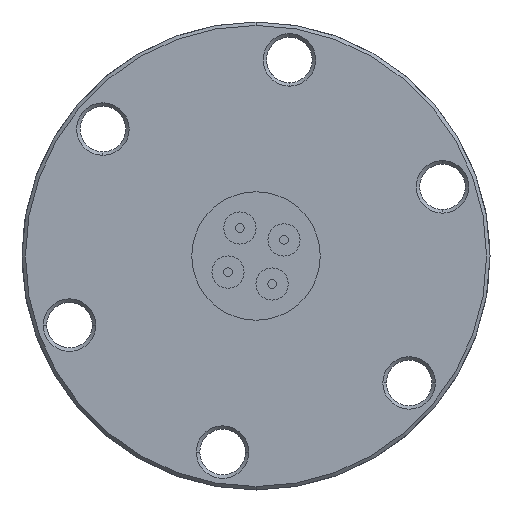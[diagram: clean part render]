
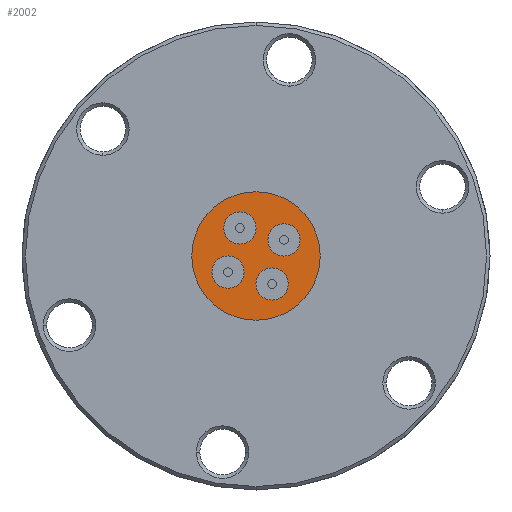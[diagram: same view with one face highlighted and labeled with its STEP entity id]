
A CAD part, front view. The second image highlights one B-rep face of the part: STEP entity #2002.
In plain terms, the highlighted planar face has unit normal (0, -1, 0).
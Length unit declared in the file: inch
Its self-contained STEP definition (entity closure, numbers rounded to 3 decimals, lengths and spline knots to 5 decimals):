
#29 = AXIS2_PLACEMENT_3D ( 'NONE', #105, #3174, #556 ) ;
#59 = AXIS2_PLACEMENT_3D ( 'NONE', #3282, #659, #3720 ) ;
#78 = DIRECTION ( 'NONE',  ( 0., 1., 0. ) ) ;
#105 = CARTESIAN_POINT ( 'NONE',  ( -0.16257, -0.326, -0.09343 ) ) ;
#268 = EDGE_CURVE ( 'NONE', #4460, #1837, #656, .T. ) ;
#300 = FACE_BOUND ( 'NONE', #2071, .T. ) ;
#337 = CARTESIAN_POINT ( 'NONE',  ( -0.16257, -0.326, -0.09343 ) ) ;
#365 = CIRCLE ( 'NONE', #29, 0.0935 ) ;
#378 = EDGE_CURVE ( 'NONE', #1669, #2236, #4754, .T. ) ;
#417 = AXIS2_PLACEMENT_3D ( 'NONE', #4841, #2231, #5274 ) ;
#419 = VERTEX_POINT ( 'NONE', #2505 ) ;
#439 = CARTESIAN_POINT ( 'NONE',  ( 0., -0.326, 0. ) ) ;
#502 = CARTESIAN_POINT ( 'NONE',  ( 0., -0.326, 0. ) ) ;
#550 = ORIENTED_EDGE ( 'NONE', *, *, #4507, .F. ) ;
#556 = DIRECTION ( 'NONE',  ( 0., 0., -1. ) ) ;
#562 = EDGE_LOOP ( 'NONE', ( #5194, #4894 ) ) ;
#597 = CIRCLE ( 'NONE', #59, 0.0935 ) ;
#655 = AXIS2_PLACEMENT_3D ( 'NONE', #2480, #5526, #2923 ) ;
#656 = CIRCLE ( 'NONE', #4277, 0.3735 ) ;
#659 = DIRECTION ( 'NONE',  ( 0., 1., 0. ) ) ;
#780 = DIRECTION ( 'NONE',  ( 0., 0., -1. ) ) ;
#787 = EDGE_CURVE ( 'NONE', #1844, #419, #5296, .T. ) ;
#881 = DIRECTION ( 'NONE',  ( 1., 0., 0. ) ) ;
#882 = AXIS2_PLACEMENT_3D ( 'NONE', #4474, #1862, #4911 ) ;
#950 = DIRECTION ( 'NONE',  ( 1., 0., 0. ) ) ;
#1017 = EDGE_LOOP ( 'NONE', ( #4634, #3950 ) ) ;
#1117 = ORIENTED_EDGE ( 'NONE', *, *, #268, .F. ) ;
#1220 = ORIENTED_EDGE ( 'NONE', *, *, #378, .T. ) ;
#1339 = FACE_OUTER_BOUND ( 'NONE', #2159, .T. ) ;
#1345 = CIRCLE ( 'NONE', #1869, 0.0935 ) ;
#1348 = EDGE_CURVE ( 'NONE', #5342, #1779, #4339, .T. ) ;
#1374 = AXIS2_PLACEMENT_3D ( 'NONE', #4336, #5639, #3050 ) ;
#1419 = AXIS2_PLACEMENT_3D ( 'NONE', #439, #3501, #881 ) ;
#1421 = CIRCLE ( 'NONE', #1419, 0.3735 ) ;
#1449 = VERTEX_POINT ( 'NONE', #4908 ) ;
#1514 = EDGE_CURVE ( 'NONE', #1449, #1628, #3533, .T. ) ;
#1550 = EDGE_CURVE ( 'NONE', #1628, #1449, #1345, .T. ) ;
#1628 = VERTEX_POINT ( 'NONE', #4490 ) ;
#1669 = VERTEX_POINT ( 'NONE', #4962 ) ;
#1779 = VERTEX_POINT ( 'NONE', #4161 ) ;
#1801 = CARTESIAN_POINT ( 'NONE',  ( -0.09343, -0.326, 0.16257 ) ) ;
#1837 = VERTEX_POINT ( 'NONE', #5496 ) ;
#1844 = VERTEX_POINT ( 'NONE', #2895 ) ;
#1862 = DIRECTION ( 'NONE',  ( 0., 1., 0. ) ) ;
#1869 = AXIS2_PLACEMENT_3D ( 'NONE', #2712, #78, #3150 ) ;
#1928 = ORIENTED_EDGE ( 'NONE', *, *, #4211, .T. ) ;
#1980 = AXIS2_PLACEMENT_3D ( 'NONE', #1801, #4857, #2247 ) ;
#2002 = ADVANCED_FACE ( 'NONE', ( #5077, #2490, #1339, #300, #2348 ), #5621, .T. ) ;
#2071 = EDGE_LOOP ( 'NONE', ( #5518, #2834 ) ) ;
#2159 = EDGE_LOOP ( 'NONE', ( #1117, #550 ) ) ;
#2231 = DIRECTION ( 'NONE',  ( 0., 1., 0. ) ) ;
#2236 = VERTEX_POINT ( 'NONE', #5180 ) ;
#2247 = DIRECTION ( 'NONE',  ( 0., 0., -1. ) ) ;
#2348 = FACE_BOUND ( 'NONE', #562, .T. ) ;
#2480 = CARTESIAN_POINT ( 'NONE',  ( 0.09343, -0.326, -0.16257 ) ) ;
#2490 = FACE_BOUND ( 'NONE', #1017, .T. ) ;
#2505 = CARTESIAN_POINT ( 'NONE',  ( -0.16257, -0.326, 0.00007 ) ) ;
#2712 = CARTESIAN_POINT ( 'NONE',  ( 0.16257, -0.326, 0.09343 ) ) ;
#2834 = ORIENTED_EDGE ( 'NONE', *, *, #1514, .T. ) ;
#2895 = CARTESIAN_POINT ( 'NONE',  ( -0.16257, -0.326, -0.18693 ) ) ;
#2923 = DIRECTION ( 'NONE',  ( 0., 0., -1. ) ) ;
#3050 = DIRECTION ( 'NONE',  ( 0., 0., -1. ) ) ;
#3150 = DIRECTION ( 'NONE',  ( 0., 0., -1. ) ) ;
#3174 = DIRECTION ( 'NONE',  ( 0., 1., 0. ) ) ;
#3282 = CARTESIAN_POINT ( 'NONE',  ( 0.09343, -0.326, -0.16257 ) ) ;
#3402 = DIRECTION ( 'NONE',  ( 0., 1., 0. ) ) ;
#3501 = DIRECTION ( 'NONE',  ( 0., 1., 0. ) ) ;
#3533 = CIRCLE ( 'NONE', #417, 0.0935 ) ;
#3566 = DIRECTION ( 'NONE',  ( 0., 1., 0. ) ) ;
#3720 = DIRECTION ( 'NONE',  ( 0., 0., -1. ) ) ;
#3895 = EDGE_LOOP ( 'NONE', ( #1220, #1928 ) ) ;
#3950 = ORIENTED_EDGE ( 'NONE', *, *, #1348, .T. ) ;
#4161 = CARTESIAN_POINT ( 'NONE',  ( -0.09343, -0.326, 0.06907 ) ) ;
#4211 = EDGE_CURVE ( 'NONE', #2236, #1669, #597, .T. ) ;
#4271 = CARTESIAN_POINT ( 'NONE',  ( -0.09343, -0.326, 0.25607 ) ) ;
#4277 = AXIS2_PLACEMENT_3D ( 'NONE', #502, #3566, #950 ) ;
#4310 = CARTESIAN_POINT ( 'NONE',  ( 0.3735, -0.326, 0. ) ) ;
#4336 = CARTESIAN_POINT ( 'NONE',  ( 0., -0.326, 0. ) ) ;
#4339 = CIRCLE ( 'NONE', #1980, 0.0935 ) ;
#4460 = VERTEX_POINT ( 'NONE', #4310 ) ;
#4474 = CARTESIAN_POINT ( 'NONE',  ( -0.09343, -0.326, 0.16257 ) ) ;
#4490 = CARTESIAN_POINT ( 'NONE',  ( 0.16257, -0.326, -0.00007 ) ) ;
#4507 = EDGE_CURVE ( 'NONE', #1837, #4460, #1421, .T. ) ;
#4634 = ORIENTED_EDGE ( 'NONE', *, *, #5561, .T. ) ;
#4754 = CIRCLE ( 'NONE', #655, 0.0935 ) ;
#4841 = CARTESIAN_POINT ( 'NONE',  ( 0.16257, -0.326, 0.09343 ) ) ;
#4857 = DIRECTION ( 'NONE',  ( 0., 1., 0. ) ) ;
#4873 = EDGE_CURVE ( 'NONE', #419, #1844, #365, .T. ) ;
#4894 = ORIENTED_EDGE ( 'NONE', *, *, #4873, .T. ) ;
#4908 = CARTESIAN_POINT ( 'NONE',  ( 0.16257, -0.326, 0.18693 ) ) ;
#4911 = DIRECTION ( 'NONE',  ( 0., 0., -1. ) ) ;
#4962 = CARTESIAN_POINT ( 'NONE',  ( 0.09343, -0.326, -0.25607 ) ) ;
#5077 = FACE_BOUND ( 'NONE', #3895, .T. ) ;
#5180 = CARTESIAN_POINT ( 'NONE',  ( 0.09343, -0.326, -0.06907 ) ) ;
#5194 = ORIENTED_EDGE ( 'NONE', *, *, #787, .T. ) ;
#5274 = DIRECTION ( 'NONE',  ( 0., 0., -1. ) ) ;
#5296 = CIRCLE ( 'NONE', #5520, 0.0935 ) ;
#5342 = VERTEX_POINT ( 'NONE', #4271 ) ;
#5411 = CIRCLE ( 'NONE', #882, 0.0935 ) ;
#5496 = CARTESIAN_POINT ( 'NONE',  ( -0.3735, -0.326, 0. ) ) ;
#5518 = ORIENTED_EDGE ( 'NONE', *, *, #1550, .T. ) ;
#5520 = AXIS2_PLACEMENT_3D ( 'NONE', #337, #3402, #780 ) ;
#5526 = DIRECTION ( 'NONE',  ( 0., 1., 0. ) ) ;
#5561 = EDGE_CURVE ( 'NONE', #1779, #5342, #5411, .T. ) ;
#5621 = PLANE ( 'NONE',  #1374 ) ;
#5639 = DIRECTION ( 'NONE',  ( 0., -1., 0. ) ) ;
